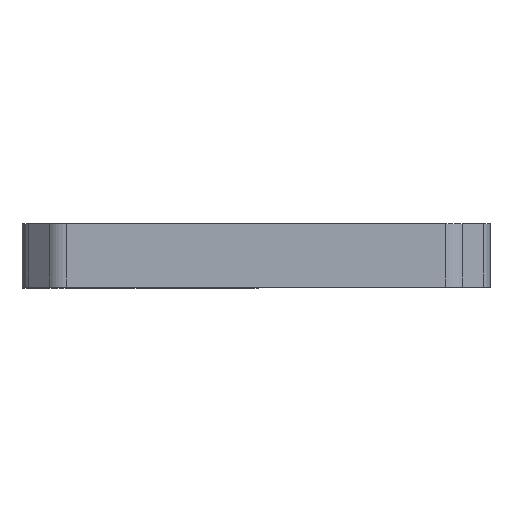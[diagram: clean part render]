
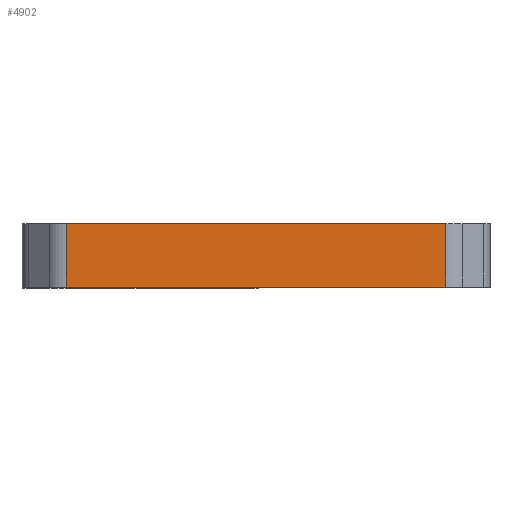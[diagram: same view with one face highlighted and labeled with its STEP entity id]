
A CAD part, top view. The second image highlights one B-rep face of the part: STEP entity #4902.
In plain terms, the highlighted planar face has unit normal (0, 0, 1).
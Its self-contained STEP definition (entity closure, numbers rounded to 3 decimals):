
#422=FACE_OUTER_BOUND('',#702,.T.);
#702=EDGE_LOOP('',(#3672,#3673,#3674,#3675));
#1070=LINE('',#7771,#1574);
#1077=LINE('',#7800,#1581);
#1117=LINE('',#7958,#1621);
#1119=LINE('',#7961,#1623);
#1574=VECTOR('',#5897,10.);
#1581=VECTOR('',#5928,10.);
#1621=VECTOR('',#6052,10.);
#1623=VECTOR('',#6056,10.);
#2087=VERTEX_POINT('',#7768);
#2088=VERTEX_POINT('',#7770);
#2097=VERTEX_POINT('',#7797);
#2098=VERTEX_POINT('',#7799);
#2622=EDGE_CURVE('',#2088,#2087,#1070,.T.);
#2637=EDGE_CURVE('',#2097,#2098,#1077,.T.);
#2717=EDGE_CURVE('',#2088,#2097,#1117,.T.);
#2719=EDGE_CURVE('',#2098,#2087,#1119,.T.);
#3672=ORIENTED_EDGE('',*,*,#2717,.F.);
#3673=ORIENTED_EDGE('',*,*,#2622,.T.);
#3674=ORIENTED_EDGE('',*,*,#2719,.F.);
#3675=ORIENTED_EDGE('',*,*,#2637,.F.);
#4690=PLANE('',#5259);
#4902=ADVANCED_FACE('',(#422),#4690,.T.);
#5259=AXIS2_PLACEMENT_3D('',#7992,#6102,#6103);
#5897=DIRECTION('',(1.,0.,0.));
#5928=DIRECTION('',(1.,0.,0.));
#6052=DIRECTION('',(0.,1.,0.));
#6056=DIRECTION('',(0.,-1.,0.));
#6102=DIRECTION('center_axis',(0.,0.,1.));
#6103=DIRECTION('ref_axis',(1.,0.,0.));
#7768=CARTESIAN_POINT('',(16.172,0.,35.));
#7770=CARTESIAN_POINT('',(-16.672,0.,35.));
#7771=CARTESIAN_POINT('',(-20.5,0.,35.));
#7797=CARTESIAN_POINT('',(-16.672,5.5,35.));
#7799=CARTESIAN_POINT('',(16.172,5.5,35.));
#7800=CARTESIAN_POINT('',(-20.5,5.5,35.));
#7958=CARTESIAN_POINT('',(-16.672,0.,35.));
#7961=CARTESIAN_POINT('',(16.172,0.,35.));
#7992=CARTESIAN_POINT('Origin',(-20.5,0.,35.));
